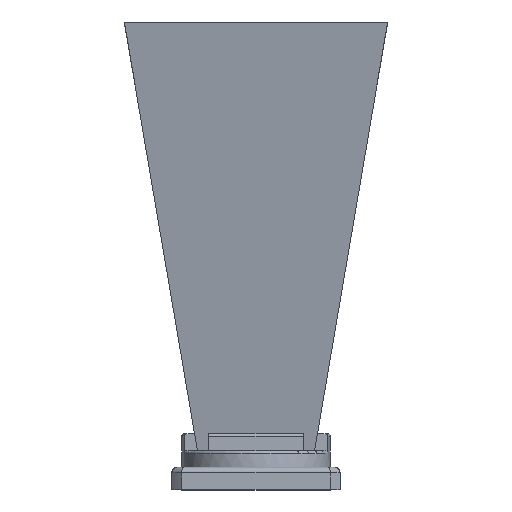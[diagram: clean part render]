
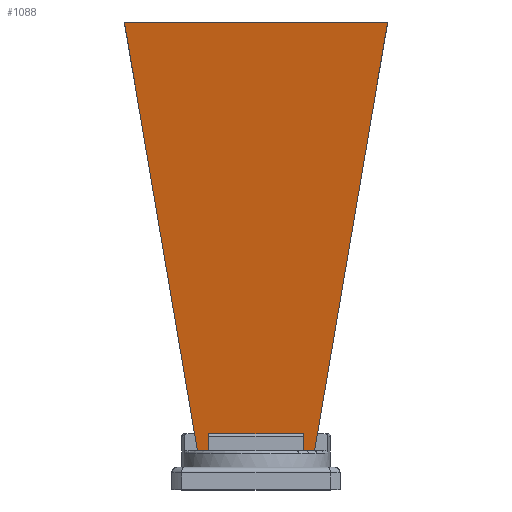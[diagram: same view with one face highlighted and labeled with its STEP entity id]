
A CAD part, top view. The second image highlights one B-rep face of the part: STEP entity #1088.
In plain terms, the highlighted planar face has unit normal (0, -0.154, 0.988).
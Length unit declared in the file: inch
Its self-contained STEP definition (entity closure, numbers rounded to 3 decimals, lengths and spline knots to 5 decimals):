
#78 = EDGE_CURVE ( 'NONE', #1804, #1106, #752, .T. ) ;
#87 = VERTEX_POINT ( 'NONE', #2203 ) ;
#168 = FACE_OUTER_BOUND ( 'NONE', #1163, .T. ) ;
#199 = LINE ( 'NONE', #2070, #1291 ) ;
#210 = PLANE ( 'NONE',  #738 ) ;
#327 = LINE ( 'NONE', #1280, #1010 ) ;
#383 = ORIENTED_EDGE ( 'NONE', *, *, #1308, .T. ) ;
#485 = CARTESIAN_POINT ( 'NONE',  ( -0.5267, 0.625, 0.34174 ) ) ;
#492 = CARTESIAN_POINT ( 'NONE',  ( -0.65266, 0.435, 0.31203 ) ) ;
#698 = VECTOR ( 'NONE', #1321, 39.37008 ) ;
#719 = EDGE_CURVE ( 'NONE', #1610, #1200, #327, .T. ) ;
#738 = AXIS2_PLACEMENT_3D ( 'NONE', #1719, #2399, #1092 ) ;
#752 = LINE ( 'NONE', #883, #1486 ) ;
#757 = ORIENTED_EDGE ( 'NONE', *, *, #2230, .T. ) ;
#763 = DIRECTION ( 'NONE',  ( 1., 0., 0. ) ) ;
#777 = ORIENTED_EDGE ( 'NONE', *, *, #1794, .T. ) ;
#837 = VERTEX_POINT ( 'NONE', #1056 ) ;
#883 = CARTESIAN_POINT ( 'NONE',  ( -5.93775, 5.20018, 1.057 ) ) ;
#904 = LINE ( 'NONE', #2113, #1428 ) ;
#930 = CARTESIAN_POINT ( 'NONE',  ( -0.5267, 0.435, 0.31203 ) ) ;
#934 = VECTOR ( 'NONE', #2312, 39.37008 ) ;
#1010 = VECTOR ( 'NONE', #1248, 39.37008 ) ;
#1022 = ORIENTED_EDGE ( 'NONE', *, *, #1974, .F. ) ;
#1056 = CARTESIAN_POINT ( 'NONE',  ( 0.65266, 0.435, 0.31203 ) ) ;
#1088 = ADVANCED_FACE ( 'NONE', ( #168 ), #210, .T. ) ;
#1092 = DIRECTION ( 'NONE',  ( 0., -0.988, -0.154 ) ) ;
#1105 = ORIENTED_EDGE ( 'NONE', *, *, #719, .T. ) ;
#1106 = VERTEX_POINT ( 'NONE', #1886 ) ;
#1163 = EDGE_LOOP ( 'NONE', ( #2310, #1022, #1752, #757, #2340, #777, #1105, #383 ) ) ;
#1200 = VERTEX_POINT ( 'NONE', #1853 ) ;
#1248 = DIRECTION ( 'NONE',  ( 1., 0., 0. ) ) ;
#1256 = VECTOR ( 'NONE', #2062, 39.37008 ) ;
#1280 = CARTESIAN_POINT ( 'NONE',  ( -5.93775, 0.435, 0.31203 ) ) ;
#1291 = VECTOR ( 'NONE', #2273, 39.37008 ) ;
#1306 = CARTESIAN_POINT ( 'NONE',  ( -1.46533, 5.20018, 1.057 ) ) ;
#1308 = EDGE_CURVE ( 'NONE', #1200, #2280, #2259, .T. ) ;
#1319 = LINE ( 'NONE', #1706, #1256 ) ;
#1321 = DIRECTION ( 'NONE',  ( 0., 0.988, 0.154 ) ) ;
#1350 = EDGE_CURVE ( 'NONE', #1728, #2280, #199, .T. ) ;
#1384 = DIRECTION ( 'NONE',  ( 0.166, 0.974, 0.152 ) ) ;
#1428 = VECTOR ( 'NONE', #1384, 39.37008 ) ;
#1486 = VECTOR ( 'NONE', #2028, 39.37008 ) ;
#1494 = LINE ( 'NONE', #1751, #934 ) ;
#1504 = CARTESIAN_POINT ( 'NONE',  ( 0.5267, 0.625, 0.34174 ) ) ;
#1610 = VERTEX_POINT ( 'NONE', #492 ) ;
#1641 = VECTOR ( 'NONE', #763, 39.37008 ) ;
#1657 = EDGE_CURVE ( 'NONE', #87, #837, #2412, .T. ) ;
#1706 = CARTESIAN_POINT ( 'NONE',  ( -0.79856, 1.29054, 0.44579 ) ) ;
#1719 = CARTESIAN_POINT ( 'NONE',  ( -5.93775, 0.435, 0.31203 ) ) ;
#1728 = VERTEX_POINT ( 'NONE', #1504 ) ;
#1751 = CARTESIAN_POINT ( 'NONE',  ( 0.5267, 0.435, 0.31203 ) ) ;
#1752 = ORIENTED_EDGE ( 'NONE', *, *, #1657, .T. ) ;
#1794 = EDGE_CURVE ( 'NONE', #1804, #1610, #1319, .T. ) ;
#1804 = VERTEX_POINT ( 'NONE', #1306 ) ;
#1853 = CARTESIAN_POINT ( 'NONE',  ( -0.5267, 0.435, 0.31203 ) ) ;
#1886 = CARTESIAN_POINT ( 'NONE',  ( 1.46533, 5.20018, 1.057 ) ) ;
#1974 = EDGE_CURVE ( 'NONE', #87, #1728, #1494, .T. ) ;
#2028 = DIRECTION ( 'NONE',  ( 1., 0., 0. ) ) ;
#2062 = DIRECTION ( 'NONE',  ( 0.166, -0.974, -0.152 ) ) ;
#2070 = CARTESIAN_POINT ( 'NONE',  ( 0.5267, 0.625, 0.34174 ) ) ;
#2080 = CARTESIAN_POINT ( 'NONE',  ( -5.93775, 0.435, 0.31203 ) ) ;
#2113 = CARTESIAN_POINT ( 'NONE',  ( 0.79856, 1.29054, 0.44579 ) ) ;
#2203 = CARTESIAN_POINT ( 'NONE',  ( 0.5267, 0.435, 0.31203 ) ) ;
#2230 = EDGE_CURVE ( 'NONE', #837, #1106, #904, .T. ) ;
#2259 = LINE ( 'NONE', #930, #698 ) ;
#2273 = DIRECTION ( 'NONE',  ( -1., 0., 0. ) ) ;
#2280 = VERTEX_POINT ( 'NONE', #485 ) ;
#2310 = ORIENTED_EDGE ( 'NONE', *, *, #1350, .F. ) ;
#2312 = DIRECTION ( 'NONE',  ( 0., 0.988, 0.154 ) ) ;
#2340 = ORIENTED_EDGE ( 'NONE', *, *, #78, .F. ) ;
#2399 = DIRECTION ( 'NONE',  ( 0., -0.154, 0.988 ) ) ;
#2412 = LINE ( 'NONE', #2080, #1641 ) ;
